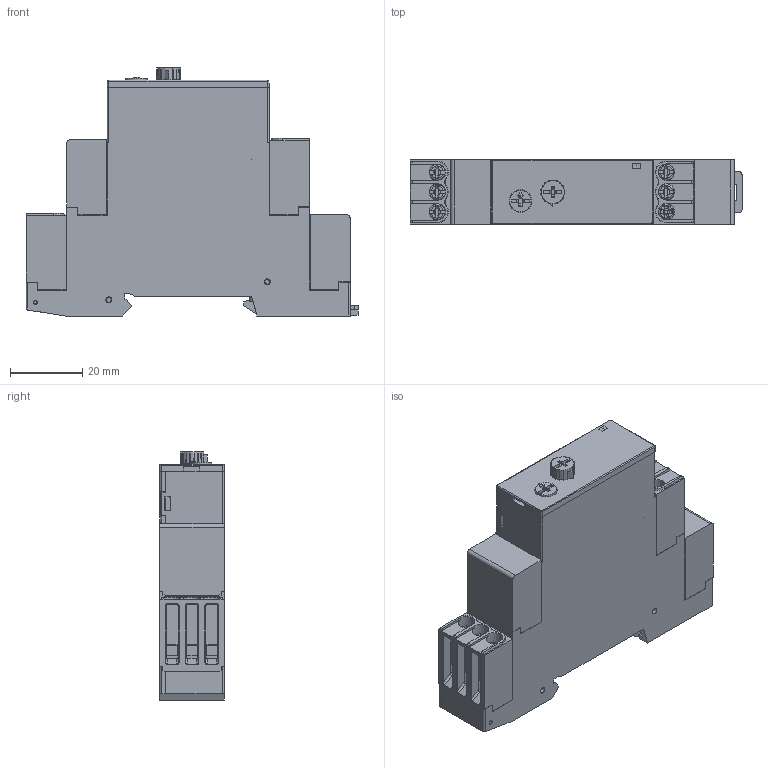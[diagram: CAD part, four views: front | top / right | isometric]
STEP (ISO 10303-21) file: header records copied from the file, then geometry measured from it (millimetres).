
FILE_DESCRIPTION(/* description */ ('Unknown'),/* implementation_level */ '2;1');
FILE_NAME(/* name */ '88827014 _STEP',/* time_stamp */ '2024-12-27T17:32:41+05:00',/* author */ ('Unknown'),/* organization */ ('Unknown'),/* preprocessor_version */ 'ST-DEVELOPER v18.104',/* originating_system */ 'Solid Edge',/* authorisation */ 'Unknown');
FILE_SCHEMA (('AUTOMOTIVE_DESIGN {1 0 10303 214 3 1 1}'));
Products named in the file (1): 88827014 _STEP
Bounding box: 92.19 x 17.9 x 68.87 mm (x, y, z)
Volume: 26879.5 mm3; surface area: 45349.7 mm2
Topology: 54 solids, 54 shells, 3770 faces, 9989 edges, 6274 vertices
Faces by surface type: plane 2127, cylinder 1025, torus 207, cone 190, sphere 139, bspline 82
Full cylindrical faces by diameter (mm): 0.01 x1, 0.05 x2, 0.1 x12, 0.2 x6, 1.4 x4, 1.5 x9, 2.4 x12, 2.459 x6, 2.5 x1, 3.2 x6, 4.5 x12, 6.3 x1
Entity records: 130429 total; most frequent: CARTESIAN_POINT 39444, ORIENTED_EDGE 19244, DIRECTION 17390, EDGE_CURVE 9622, VERTEX_POINT 6170, LINE 6134, VECTOR 6134, AXIS2_PLACEMENT_3D 5628
